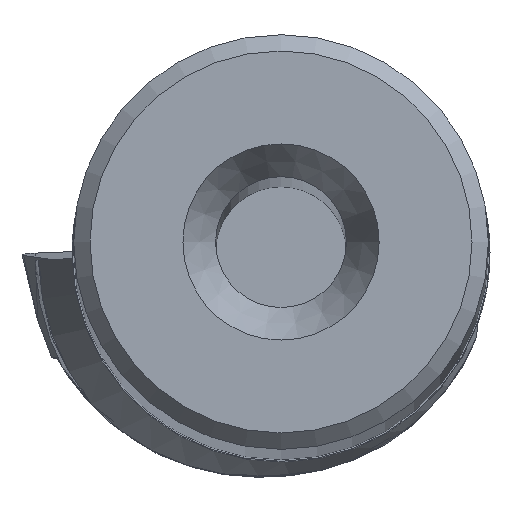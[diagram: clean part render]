
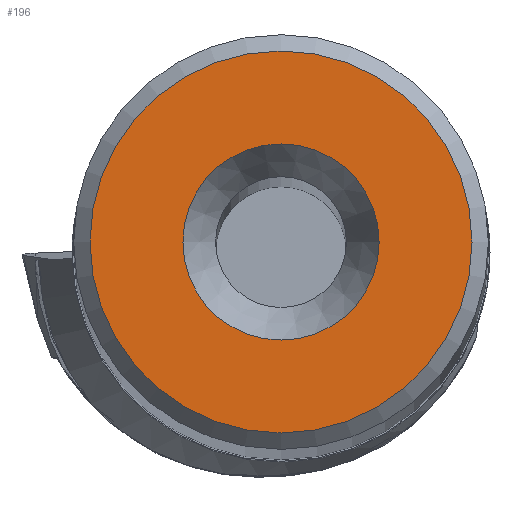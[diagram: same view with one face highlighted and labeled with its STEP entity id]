
A CAD part, top view. The second image highlights one B-rep face of the part: STEP entity #196.
In plain terms, the highlighted planar face has unit normal (0, 0, 1).
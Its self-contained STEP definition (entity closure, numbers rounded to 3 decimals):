
#196=ADVANCED_FACE('',(#394,#395),#234,.T.);
#234=PLANE('',#1029);
#394=FACE_BOUND('',#437,.T.);
#395=FACE_BOUND('',#438,.T.);
#437=EDGE_LOOP('',(#562));
#438=EDGE_LOOP('',(#563));
#562=ORIENTED_EDGE('',*,*,#837,.F.);
#563=ORIENTED_EDGE('',*,*,#838,.T.);
#745=VERTEX_POINT('',#1568);
#746=VERTEX_POINT('',#1570);
#837=EDGE_CURVE('',#745,#745,#908,.T.);
#838=EDGE_CURVE('',#746,#746,#909,.T.);
#908=CIRCLE('',#1027,3.);
#909=CIRCLE('',#1028,5.843);
#1027=AXIS2_PLACEMENT_3D('',#1567,#1189,#1190);
#1028=AXIS2_PLACEMENT_3D('',#1569,#1191,#1192);
#1029=AXIS2_PLACEMENT_3D('',#1571,#1193,#1194);
#1189=DIRECTION('',(0.,0.,1.));
#1190=DIRECTION('',(1.,0.,0.));
#1191=DIRECTION('',(0.,0.,1.));
#1192=DIRECTION('',(1.,0.,0.));
#1193=DIRECTION('',(0.,0.,1.));
#1194=DIRECTION('',(1.,0.,0.));
#1567=CARTESIAN_POINT('',(0.,0.,0.));
#1568=CARTESIAN_POINT('',(3.,0.,0.));
#1569=CARTESIAN_POINT('',(0.,0.,0.));
#1570=CARTESIAN_POINT('',(5.843,0.,0.));
#1571=CARTESIAN_POINT('',(0.,0.,0.));
